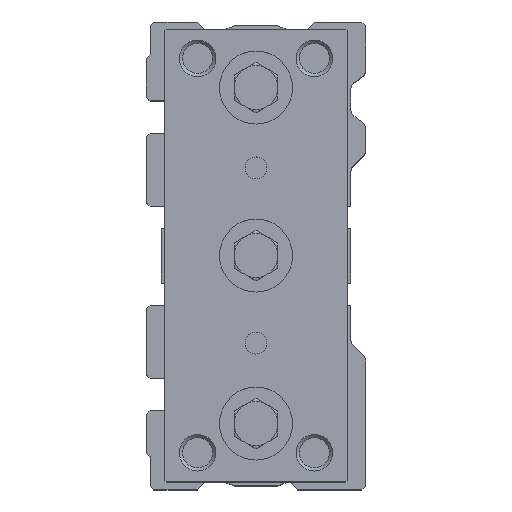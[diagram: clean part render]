
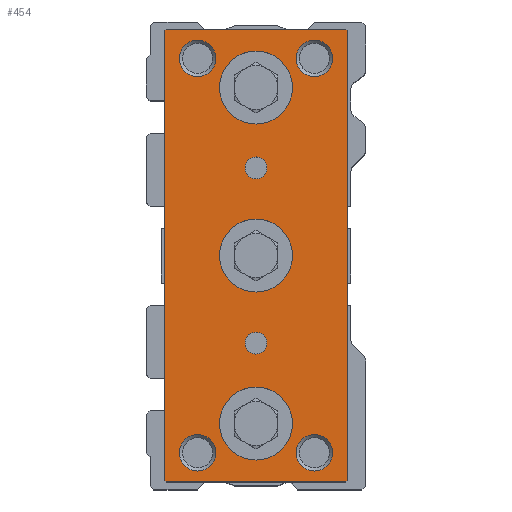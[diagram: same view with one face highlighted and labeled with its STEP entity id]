
A CAD part, top view. The second image highlights one B-rep face of the part: STEP entity #454.
In plain terms, the highlighted planar face has unit normal (0, 0, 1).
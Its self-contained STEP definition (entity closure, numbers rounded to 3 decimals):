
#454 = ADVANCED_FACE( '', ( #1090, #1091, #1092, #1093, #1094, #1095, #1096, #1097, #1098, #1099 ), #1100, .T. );
#1090 = FACE_BOUND( '', #1816, .T. );
#1091 = FACE_BOUND( '', #1817, .T. );
#1092 = FACE_BOUND( '', #1818, .T. );
#1093 = FACE_BOUND( '', #1819, .T. );
#1094 = FACE_BOUND( '', #1820, .T. );
#1095 = FACE_BOUND( '', #1821, .T. );
#1096 = FACE_BOUND( '', #1822, .T. );
#1097 = FACE_BOUND( '', #1823, .T. );
#1098 = FACE_BOUND( '', #1824, .T. );
#1099 = FACE_OUTER_BOUND( '', #1825, .T. );
#1100 = PLANE( '', #1826 );
#1816 = EDGE_LOOP( '', ( #3825 ) );
#1817 = EDGE_LOOP( '', ( #3826 ) );
#1818 = EDGE_LOOP( '', ( #3827 ) );
#1819 = EDGE_LOOP( '', ( #3828 ) );
#1820 = EDGE_LOOP( '', ( #3829 ) );
#1821 = EDGE_LOOP( '', ( #3830 ) );
#1822 = EDGE_LOOP( '', ( #3831 ) );
#1823 = EDGE_LOOP( '', ( #3832 ) );
#1824 = EDGE_LOOP( '', ( #3833 ) );
#1825 = EDGE_LOOP( '', ( #3834, #3835, #3836, #3837, #3838, #3839, #3840, #3841 ) );
#1826 = AXIS2_PLACEMENT_3D( '', #3842, #3843, #3844 );
#3825 = ORIENTED_EDGE( '', *, *, #4773, .T. );
#3826 = ORIENTED_EDGE( '', *, *, #4772, .T. );
#3827 = ORIENTED_EDGE( '', *, *, #4774, .T. );
#3828 = ORIENTED_EDGE( '', *, *, #4775, .F. );
#3829 = ORIENTED_EDGE( '', *, *, #4776, .F. );
#3830 = ORIENTED_EDGE( '', *, *, #4777, .T. );
#3831 = ORIENTED_EDGE( '', *, *, #4778, .T. );
#3832 = ORIENTED_EDGE( '', *, *, #4779, .T. );
#3833 = ORIENTED_EDGE( '', *, *, #4780, .T. );
#3834 = ORIENTED_EDGE( '', *, *, #4781, .T. );
#3835 = ORIENTED_EDGE( '', *, *, #4782, .T. );
#3836 = ORIENTED_EDGE( '', *, *, #4783, .T. );
#3837 = ORIENTED_EDGE( '', *, *, #4784, .T. );
#3838 = ORIENTED_EDGE( '', *, *, #4785, .T. );
#3839 = ORIENTED_EDGE( '', *, *, #4786, .T. );
#3840 = ORIENTED_EDGE( '', *, *, #4787, .T. );
#3841 = ORIENTED_EDGE( '', *, *, #4788, .T. );
#3842 = CARTESIAN_POINT( '', ( 0., 0., 13. ) );
#3843 = DIRECTION( '', ( 0., 0., 1. ) );
#3844 = DIRECTION( '', ( 1., 0., 0. ) );
#4772 = EDGE_CURVE( '', #5840, #5840, #5841, .T. );
#4773 = EDGE_CURVE( '', #5842, #5842, #5843, .T. );
#4774 = EDGE_CURVE( '', #5844, #5844, #5845, .T. );
#4775 = EDGE_CURVE( '', #5846, #5846, #5847, .T. );
#4776 = EDGE_CURVE( '', #5848, #5848, #5849, .T. );
#4777 = EDGE_CURVE( '', #5850, #5850, #5851, .T. );
#4778 = EDGE_CURVE( '', #5852, #5852, #5853, .T. );
#4779 = EDGE_CURVE( '', #5854, #5854, #5855, .T. );
#4780 = EDGE_CURVE( '', #5856, #5856, #5857, .T. );
#4781 = EDGE_CURVE( '', #5858, #5859, #5860, .T. );
#4782 = EDGE_CURVE( '', #5859, #5861, #5862, .T. );
#4783 = EDGE_CURVE( '', #5861, #5863, #5864, .T. );
#4784 = EDGE_CURVE( '', #5863, #5865, #5866, .T. );
#4785 = EDGE_CURVE( '', #5865, #5867, #5868, .T. );
#4786 = EDGE_CURVE( '', #5867, #5869, #5870, .T. );
#4787 = EDGE_CURVE( '', #5869, #5871, #5872, .T. );
#4788 = EDGE_CURVE( '', #5871, #5858, #5873, .T. );
#5840 = VERTEX_POINT( '', #7496 );
#5841 = CIRCLE( '', #7497, 5. );
#5842 = VERTEX_POINT( '', #7498 );
#5843 = CIRCLE( '', #7499, 5. );
#5844 = VERTEX_POINT( '', #7500 );
#5845 = CIRCLE( '', #7501, 5. );
#5846 = VERTEX_POINT( '', #7502 );
#5847 = CIRCLE( '', #7503, 1.5 );
#5848 = VERTEX_POINT( '', #7504 );
#5849 = CIRCLE( '', #7505, 1.5 );
#5850 = VERTEX_POINT( '', #7506 );
#5851 = CIRCLE( '', #7507, 2.5 );
#5852 = VERTEX_POINT( '', #7508 );
#5853 = CIRCLE( '', #7509, 2.5 );
#5854 = VERTEX_POINT( '', #7510 );
#5855 = CIRCLE( '', #7511, 2.5 );
#5856 = VERTEX_POINT( '', #7512 );
#5857 = CIRCLE( '', #7513, 2.5 );
#5858 = VERTEX_POINT( '', #7514 );
#5859 = VERTEX_POINT( '', #7515 );
#5860 = LINE( '', #7516, #7517 );
#5861 = VERTEX_POINT( '', #7518 );
#5862 = LINE( '', #7519, #7520 );
#5863 = VERTEX_POINT( '', #7521 );
#5864 = LINE( '', #7522, #7523 );
#5865 = VERTEX_POINT( '', #7524 );
#5866 = LINE( '', #7525, #7526 );
#5867 = VERTEX_POINT( '', #7527 );
#5868 = LINE( '', #7528, #7529 );
#5869 = VERTEX_POINT( '', #7530 );
#5870 = LINE( '', #7531, #7532 );
#5871 = VERTEX_POINT( '', #7533 );
#5872 = LINE( '', #7534, #7535 );
#5873 = LINE( '', #7536, #7537 );
#7496 = CARTESIAN_POINT( '', ( -5., -23., 13. ) );
#7497 = AXIS2_PLACEMENT_3D( '', #8667, #8668, #8669 );
#7498 = CARTESIAN_POINT( '', ( -5., 0., 13. ) );
#7499 = AXIS2_PLACEMENT_3D( '', #8670, #8671, #8672 );
#7500 = CARTESIAN_POINT( '', ( -5., 23., 13. ) );
#7501 = AXIS2_PLACEMENT_3D( '', #8673, #8674, #8675 );
#7502 = CARTESIAN_POINT( '', ( 1.5, -12., 13. ) );
#7503 = AXIS2_PLACEMENT_3D( '', #8676, #8677, #8678 );
#7504 = CARTESIAN_POINT( '', ( 1.5, 12., 13. ) );
#7505 = AXIS2_PLACEMENT_3D( '', #8679, #8680, #8681 );
#7506 = CARTESIAN_POINT( '', ( -10.5, 27., 13. ) );
#7507 = AXIS2_PLACEMENT_3D( '', #8682, #8683, #8684 );
#7508 = CARTESIAN_POINT( '', ( 5.5, -27., 13. ) );
#7509 = AXIS2_PLACEMENT_3D( '', #8685, #8686, #8687 );
#7510 = CARTESIAN_POINT( '', ( -10.5, -27., 13. ) );
#7511 = AXIS2_PLACEMENT_3D( '', #8688, #8689, #8690 );
#7512 = CARTESIAN_POINT( '', ( 5.5, 27., 13. ) );
#7513 = AXIS2_PLACEMENT_3D( '', #8691, #8692, #8693 );
#7514 = CARTESIAN_POINT( '', ( -12.3, 31., 13. ) );
#7515 = CARTESIAN_POINT( '', ( -12.5, 30.8, 13. ) );
#7516 = CARTESIAN_POINT( '', ( -12.3, 31., 13. ) );
#7517 = VECTOR( '', #8694, 1000. );
#7518 = CARTESIAN_POINT( '', ( -12.5, -30.8, 13. ) );
#7519 = CARTESIAN_POINT( '', ( -12.5, 30.8, 13. ) );
#7520 = VECTOR( '', #8695, 1000. );
#7521 = CARTESIAN_POINT( '', ( -12.3, -31., 13. ) );
#7522 = CARTESIAN_POINT( '', ( -12.5, -30.8, 13. ) );
#7523 = VECTOR( '', #8696, 1000. );
#7524 = CARTESIAN_POINT( '', ( 12.3, -31., 13. ) );
#7525 = CARTESIAN_POINT( '', ( -12.3, -31., 13. ) );
#7526 = VECTOR( '', #8697, 1000. );
#7527 = CARTESIAN_POINT( '', ( 12.5, -30.8, 13. ) );
#7528 = CARTESIAN_POINT( '', ( 12.3, -31., 13. ) );
#7529 = VECTOR( '', #8698, 1000. );
#7530 = CARTESIAN_POINT( '', ( 12.5, 30.8, 13. ) );
#7531 = CARTESIAN_POINT( '', ( 12.5, -30.8, 13. ) );
#7532 = VECTOR( '', #8699, 1000. );
#7533 = CARTESIAN_POINT( '', ( 12.3, 31., 13. ) );
#7534 = CARTESIAN_POINT( '', ( 12.5, 30.8, 13. ) );
#7535 = VECTOR( '', #8700, 1000. );
#7536 = CARTESIAN_POINT( '', ( 12.3, 31., 13. ) );
#7537 = VECTOR( '', #8701, 1000. );
#8667 = CARTESIAN_POINT( '', ( 0., -23., 13. ) );
#8668 = DIRECTION( '', ( 0., 0., -1. ) );
#8669 = DIRECTION( '', ( -1., 0., 0. ) );
#8670 = CARTESIAN_POINT( '', ( 0., 0., 13. ) );
#8671 = DIRECTION( '', ( 0., 0., -1. ) );
#8672 = DIRECTION( '', ( -1., 0., 0. ) );
#8673 = CARTESIAN_POINT( '', ( 0., 23., 13. ) );
#8674 = DIRECTION( '', ( 0., 0., -1. ) );
#8675 = DIRECTION( '', ( -1., 0., 0. ) );
#8676 = CARTESIAN_POINT( '', ( 0., -12., 13. ) );
#8677 = DIRECTION( '', ( 0., 0., 1. ) );
#8678 = DIRECTION( '', ( 1., 0., 0. ) );
#8679 = CARTESIAN_POINT( '', ( 0., 12., 13. ) );
#8680 = DIRECTION( '', ( 0., 0., 1. ) );
#8681 = DIRECTION( '', ( 1., 0., 0. ) );
#8682 = CARTESIAN_POINT( '', ( -8., 27., 13. ) );
#8683 = DIRECTION( '', ( 0., 0., -1. ) );
#8684 = DIRECTION( '', ( -1., 0., 0. ) );
#8685 = CARTESIAN_POINT( '', ( 8., -27., 13. ) );
#8686 = DIRECTION( '', ( 0., 0., -1. ) );
#8687 = DIRECTION( '', ( -1., 0., 0. ) );
#8688 = CARTESIAN_POINT( '', ( -8., -27., 13. ) );
#8689 = DIRECTION( '', ( 0., 0., -1. ) );
#8690 = DIRECTION( '', ( -1., 0., 0. ) );
#8691 = CARTESIAN_POINT( '', ( 8., 27., 13. ) );
#8692 = DIRECTION( '', ( 0., 0., -1. ) );
#8693 = DIRECTION( '', ( -1., 0., 0. ) );
#8694 = DIRECTION( '', ( -0.707, -0.707, 0. ) );
#8695 = DIRECTION( '', ( 0., -1., 0. ) );
#8696 = DIRECTION( '', ( 0.707, -0.707, 0. ) );
#8697 = DIRECTION( '', ( 1., 0., 0. ) );
#8698 = DIRECTION( '', ( 0.707, 0.707, 0. ) );
#8699 = DIRECTION( '', ( 0., 1., 0. ) );
#8700 = DIRECTION( '', ( -0.707, 0.707, 0. ) );
#8701 = DIRECTION( '', ( -1., 0., 0. ) );
